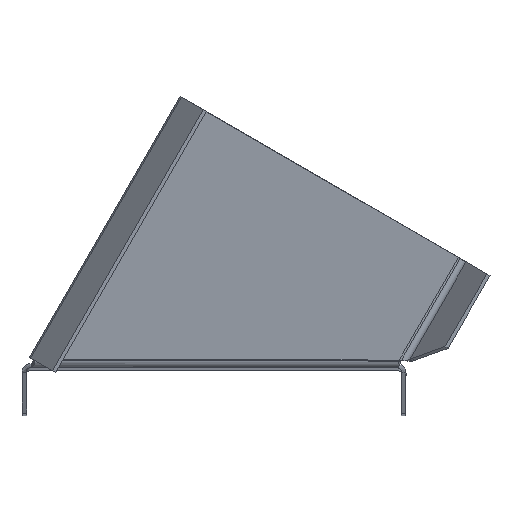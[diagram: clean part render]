
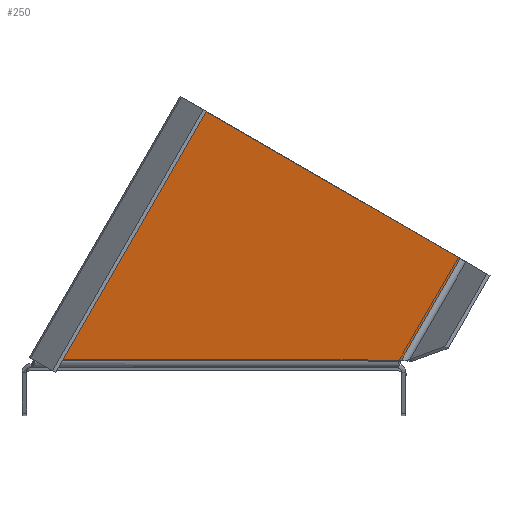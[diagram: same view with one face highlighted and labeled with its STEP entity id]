
A CAD part, top view. The second image highlights one B-rep face of the part: STEP entity #250.
In plain terms, the highlighted planar face has unit normal (0.433, -0.25, 0.866).
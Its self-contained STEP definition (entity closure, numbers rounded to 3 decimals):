
#14 = LINE ( 'NONE', #313, #703 ) ;
#128 = VERTEX_POINT ( 'NONE', #1334 ) ;
#143 = DIRECTION ( 'NONE',  ( 0.5, 0.866, 0. ) ) ;
#146 = CARTESIAN_POINT ( 'NONE',  ( -35.639, 0.549, 289.758 ) ) ;
#158 = VECTOR ( 'NONE', #984, 1000. ) ;
#211 = VECTOR ( 'NONE', #143, 1000. ) ;
#250 = ADVANCED_FACE ( 'NONE', ( #420 ), #1562, .F. ) ;
#274 = DIRECTION ( 'NONE',  ( -0.5, -0.866, 0. ) ) ;
#296 = LINE ( 'NONE', #833, #962 ) ;
#313 = CARTESIAN_POINT ( 'NONE',  ( 73.118, 62.729, 253.359 ) ) ;
#344 = ORIENTED_EDGE ( 'NONE', *, *, #866, .F. ) ;
#378 = CARTESIAN_POINT ( 'NONE',  ( 48.99, 20.963, 253.346 ) ) ;
#420 = FACE_OUTER_BOUND ( 'NONE', #576, .T. ) ;
#448 = CARTESIAN_POINT ( 'NONE',  ( 37.198, 0.549, 253.34 ) ) ;
#543 = ORIENTED_EDGE ( 'NONE', *, *, #719, .F. ) ;
#576 = EDGE_LOOP ( 'NONE', ( #543, #654, #344, #926 ) ) ;
#654 = ORIENTED_EDGE ( 'NONE', *, *, #1685, .F. ) ;
#666 = CARTESIAN_POINT ( 'NONE',  ( -35.639, 0.549, 289.758 ) ) ;
#690 = VERTEX_POINT ( 'NONE', #666 ) ;
#703 = VECTOR ( 'NONE', #274, 1000. ) ;
#719 = EDGE_CURVE ( 'NONE', #128, #1552, #1524, .T. ) ;
#792 = LINE ( 'NONE', #146, #211 ) ;
#817 = DIRECTION ( 'NONE',  ( -0.894, 0., 0.447 ) ) ;
#833 = CARTESIAN_POINT ( 'NONE',  ( -35.639, 0.549, 289.758 ) ) ;
#866 = EDGE_CURVE ( 'NONE', #1456, #690, #296, .T. ) ;
#926 = ORIENTED_EDGE ( 'NONE', *, *, #1607, .F. ) ;
#962 = VECTOR ( 'NONE', #817, 1000. ) ;
#984 = DIRECTION ( 'NONE',  ( 0.75, -0.433, -0.5 ) ) ;
#986 = CARTESIAN_POINT ( 'NONE',  ( 56.413, 16.677, 248.395 ) ) ;
#1325 = DIRECTION ( 'NONE',  ( -0.894, 0., 0.447 ) ) ;
#1334 = CARTESIAN_POINT ( 'NONE',  ( -5.626, 52.503, 289.774 ) ) ;
#1456 = VERTEX_POINT ( 'NONE', #448 ) ;
#1457 = DIRECTION ( 'NONE',  ( -0.433, 0.25, -0.866 ) ) ;
#1474 = AXIS2_PLACEMENT_3D ( 'NONE', #1512, #1457, #1325 ) ;
#1512 = CARTESIAN_POINT ( 'NONE',  ( 101.918, -58.738, 203.837 ) ) ;
#1524 = LINE ( 'NONE', #986, #158 ) ;
#1552 = VERTEX_POINT ( 'NONE', #378 ) ;
#1562 = PLANE ( 'NONE',  #1474 ) ;
#1607 = EDGE_CURVE ( 'NONE', #1552, #1456, #14, .T. ) ;
#1685 = EDGE_CURVE ( 'NONE', #690, #128, #792, .T. ) ;
